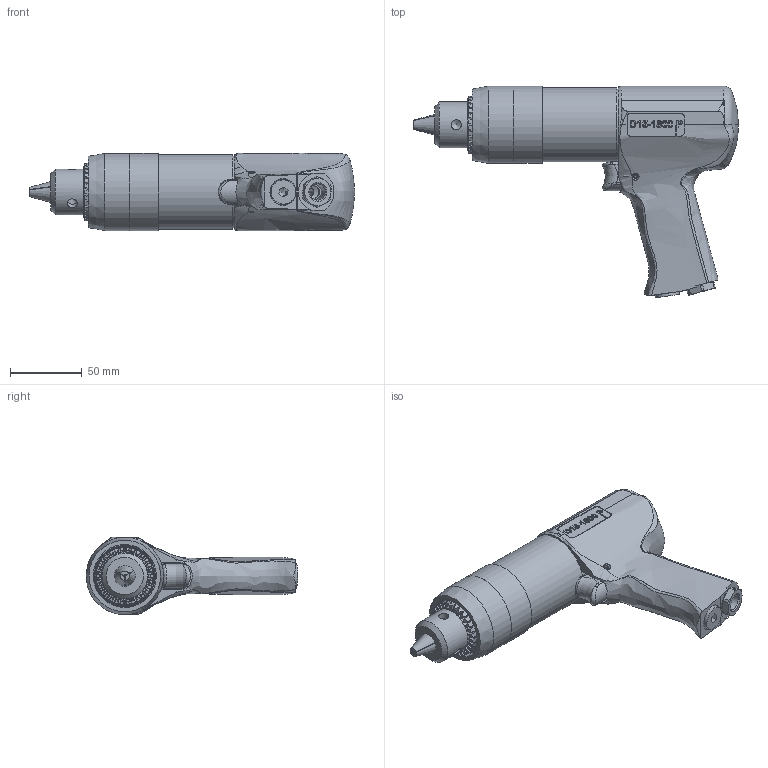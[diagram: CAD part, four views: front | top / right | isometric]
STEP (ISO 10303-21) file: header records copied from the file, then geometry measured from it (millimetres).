
FILE_DESCRIPTION((''),'2;1');
FILE_NAME('D 15-1800 P_47420535.stp','2012-04-24T16:20:25',('ibasyouni'),(''),'Autodesk Inventor 2008','Autodesk Inventor 2008','');
FILE_SCHEMA(('AUTOMOTIVE_DESIGN { 1 0 10303 214 1 1 1 1 }'));
Length unit declared in the file: millimetre
Products named in the file (1): D 15-1800 P_47420535_1
Bounding box: 227.3 x 147.87 x 54 mm (x, y, z)
Volume: 512642 mm3; surface area: 74714.8 mm2
Topology: 1 solids, 2 shells, 1429 faces, 3412 edges, 2033 vertices
Faces by surface type: plane 594, cone 397, cylinder 334, bspline 100, torus 3, sphere 1
Full cylindrical faces by diameter (mm): 1.5 x1, 3 x2, 4 x6, 6 x1, 7 x3, 9 x1, 9.53 x1, 9.65 x1, 9.9 x1, 10 x2, 11.445 x1, 12 x1, 13 x1, 14 x1, 14.848 x1, 14.95 x1, 16 x3, 17 x1, 18 x1, 18.5 x1, 27.47 x1, 32 x1, 40 x1, 41.4 x3, 44 x1, 45.077 x1, 48 x1, 48.376 x1, 50 x1, 52 x1
Entity records: 55732 total; most frequent: CARTESIAN_POINT 21356, DIRECTION 7365, ORIENTED_EDGE 6636, EDGE_CURVE 3318, AXIS2_PLACEMENT_3D 3091, VERTEX_POINT 2006, CIRCLE 1697, EDGE_LOOP 1550
